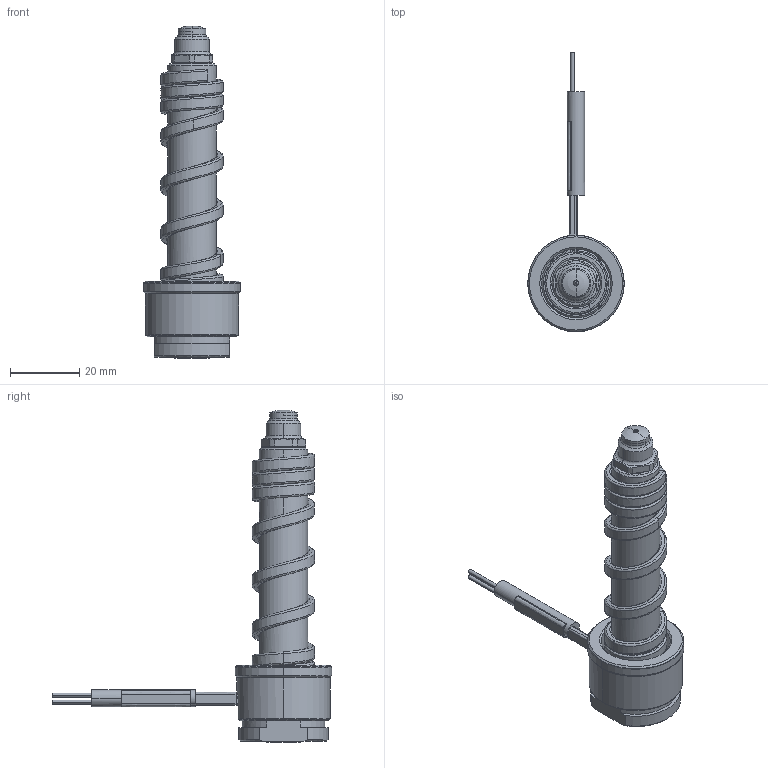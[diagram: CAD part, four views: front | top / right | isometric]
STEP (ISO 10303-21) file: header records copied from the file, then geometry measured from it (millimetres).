
FILE_DESCRIPTION((''),'2;1');
FILE_NAME('ML-96-BES-R','2014-06-10T',('Íàòàëüÿ'),('IMID'),'PRO/ENGINEER BY PARAMETRIC TECHNOLOGY CORPORATION, 2010180','PRO/ENGINEER BY PARAMETRIC TECHNOLOGY CORPORATION, 2010180','');
FILE_SCHEMA(('CONFIG_CONTROL_DESIGN'));
Length unit declared in the file: millimetre
Products named in the file (1): ML-96-BES-R
Bounding box: 28 x 81 x 96.2 mm (x, y, z)
Volume: 22502.7 mm3; surface area: 15252.7 mm2
Topology: 1 solids, 9 shells, 341 faces, 919 edges, 553 vertices
Faces by surface type: cylinder 110, cone 62, plane 57, bspline 56, torus 34, revolution 9, extrusion 7, sphere 6
Entity records: 18708 total; most frequent: CARTESIAN_POINT 10470, ORIENTED_EDGE 1806, DIRECTION 1612, EDGE_CURVE 915, AXIS2_PLACEMENT_3D 651, VERTEX_POINT 553, CIRCLE 381, EDGE_LOOP 366
